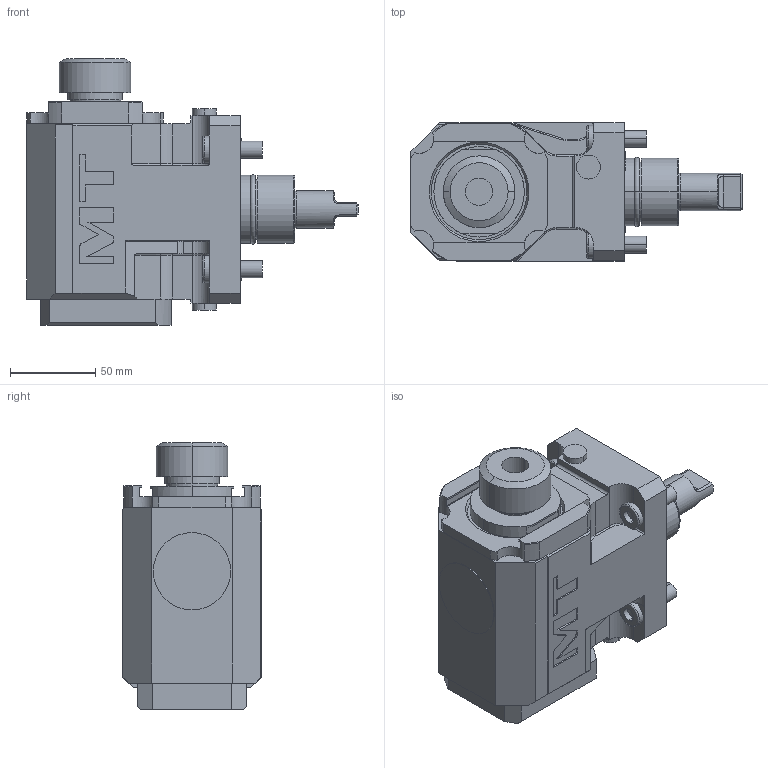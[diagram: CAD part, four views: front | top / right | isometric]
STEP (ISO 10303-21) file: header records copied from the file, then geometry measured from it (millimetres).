
FILE_DESCRIPTION((''),'2;1');
FILE_NAME('MNZ0470225_CONF','2023-02-21T16:05:27',('sterribile'),('M.T. srl'),'CREO PARAMETRIC BY PTC INC, 2021072','CREO PARAMETRIC BY PTC INC, 2021072','');
FILE_SCHEMA(('CONFIG_CONTROL_DESIGN'));
Length unit declared in the file: millimetre
Products named in the file (1): MNZ0470225_CONF
Bounding box: 194.5 x 81 x 156.41 mm (x, y, z)
Volume: 1157142.8 mm3; surface area: 95108.2 mm2
Topology: 1 solids, 1 shells, 377 faces, 970 edges, 630 vertices
Faces by surface type: plane 191, cylinder 138, torus 26, cone 14, extrusion 4, bspline 4
Entity records: 12739 total; most frequent: CARTESIAN_POINT 3322, DIRECTION 1998, ORIENTED_EDGE 1940, EDGE_CURVE 970, AXIS2_PLACEMENT_3D 717, VERTEX_POINT 630, VECTOR 564, LINE 560
